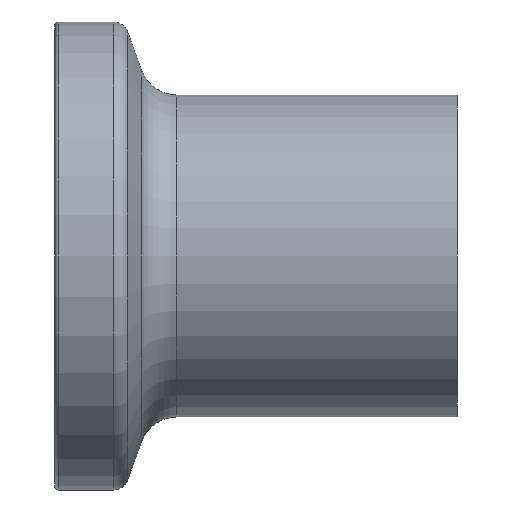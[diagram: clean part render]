
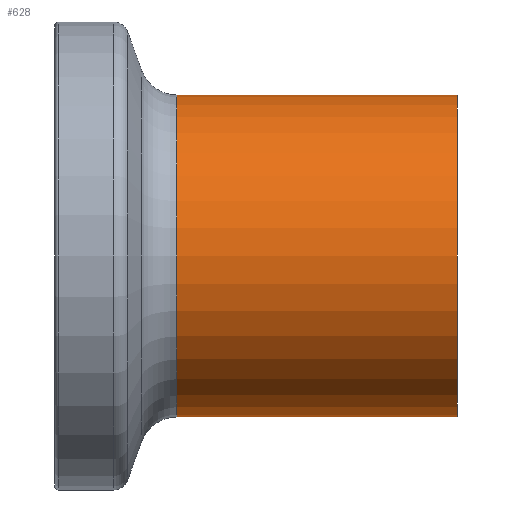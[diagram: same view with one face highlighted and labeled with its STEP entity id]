
A CAD part, front view. The second image highlights one B-rep face of the part: STEP entity #628.
In plain terms, the highlighted cylindrical face has radius 8.6 mm (diameter 17.2 mm), a partial arc.
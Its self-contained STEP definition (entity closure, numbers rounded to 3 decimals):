
#3 = CARTESIAN_POINT ( 'NONE',  ( 21.5, 0., 8.6 ) ) ;
#32 = ORIENTED_EDGE ( 'NONE', *, *, #281, .T. ) ;
#41 = FACE_OUTER_BOUND ( 'NONE', #627, .T. ) ;
#56 = CARTESIAN_POINT ( 'NONE',  ( 21.5, 0., -8.6 ) ) ;
#86 = ORIENTED_EDGE ( 'NONE', *, *, #575, .T. ) ;
#103 = CARTESIAN_POINT ( 'NONE',  ( 6.52, 0., -8.6 ) ) ;
#108 = CARTESIAN_POINT ( 'NONE',  ( 6.52, 0., 8.6 ) ) ;
#111 = DIRECTION ( 'NONE',  ( -1., 0., 0. ) ) ;
#124 = LINE ( 'NONE', #492, #151 ) ;
#151 = VECTOR ( 'NONE', #620, 1000. ) ;
#162 = DIRECTION ( 'NONE',  ( -1., 0., 0. ) ) ;
#188 = VECTOR ( 'NONE', #162, 1000. ) ;
#223 = LINE ( 'NONE', #456, #188 ) ;
#228 = VERTEX_POINT ( 'NONE', #56 ) ;
#239 = EDGE_CURVE ( 'NONE', #228, #252, #223, .T. ) ;
#252 = VERTEX_POINT ( 'NONE', #103 ) ;
#271 = CARTESIAN_POINT ( 'NONE',  ( 21.5, 0., 0. ) ) ;
#281 = EDGE_CURVE ( 'NONE', #228, #310, #573, .T. ) ;
#310 = VERTEX_POINT ( 'NONE', #3 ) ;
#328 = DIRECTION ( 'NONE',  ( -1., 0., 0. ) ) ;
#411 = VERTEX_POINT ( 'NONE', #108 ) ;
#436 = AXIS2_PLACEMENT_3D ( 'NONE', #271, #111, #617 ) ;
#456 = CARTESIAN_POINT ( 'NONE',  ( 0., 0., -8.6 ) ) ;
#474 = EDGE_CURVE ( 'NONE', #252, #411, #699, .T. ) ;
#492 = CARTESIAN_POINT ( 'NONE',  ( 0., 0., 8.6 ) ) ;
#494 = CARTESIAN_POINT ( 'NONE',  ( 6.52, 0., 0. ) ) ;
#535 = ORIENTED_EDGE ( 'NONE', *, *, #239, .F. ) ;
#544 = AXIS2_PLACEMENT_3D ( 'NONE', #494, #579, #743 ) ;
#566 = DIRECTION ( 'NONE',  ( 0., 0., 1. ) ) ;
#573 = CIRCLE ( 'NONE', #436, 8.6 ) ;
#575 = EDGE_CURVE ( 'NONE', #310, #411, #124, .T. ) ;
#579 = DIRECTION ( 'NONE',  ( -1., 0., 0. ) ) ;
#617 = DIRECTION ( 'NONE',  ( 0., 0., 1. ) ) ;
#620 = DIRECTION ( 'NONE',  ( -1., 0., 0. ) ) ;
#626 = CARTESIAN_POINT ( 'NONE',  ( 0., 0., 0. ) ) ;
#627 = EDGE_LOOP ( 'NONE', ( #535, #32, #86, #709 ) ) ;
#628 = ADVANCED_FACE ( 'NONE', ( #41 ), #685, .T. ) ;
#685 = CYLINDRICAL_SURFACE ( 'NONE', #708, 8.6 ) ;
#699 = CIRCLE ( 'NONE', #544, 8.6 ) ;
#708 = AXIS2_PLACEMENT_3D ( 'NONE', #626, #328, #566 ) ;
#709 = ORIENTED_EDGE ( 'NONE', *, *, #474, .F. ) ;
#743 = DIRECTION ( 'NONE',  ( 0., 0., 1. ) ) ;
